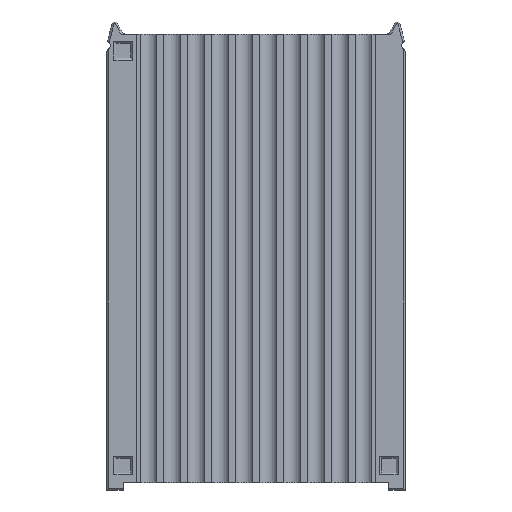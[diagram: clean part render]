
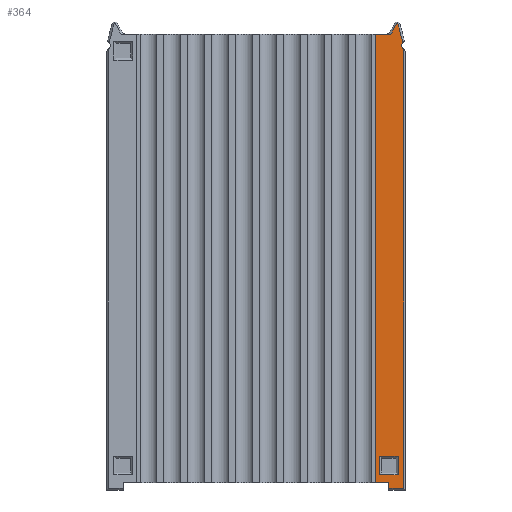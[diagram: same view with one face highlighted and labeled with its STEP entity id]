
A CAD part, top view. The second image highlights one B-rep face of the part: STEP entity #364.
In plain terms, the highlighted planar face has unit normal (0, 0, 1).
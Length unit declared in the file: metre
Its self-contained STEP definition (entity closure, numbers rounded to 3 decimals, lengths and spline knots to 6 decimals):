
#364 = ADVANCED_FACE( '', ( #751, #752 ), #753, .T. );
#751 = FACE_BOUND( '', #1165, .T. );
#752 = FACE_OUTER_BOUND( '', #1166, .T. );
#753 = PLANE( '', #1167 );
#1165 = EDGE_LOOP( '', ( #2212, #2213, #2214, #2215 ) );
#1166 = EDGE_LOOP( '', ( #2216, #2217, #2218, #2219, #2220, #2221, #2222, #2223, #2224, #2225, #2226 ) );
#1167 = AXIS2_PLACEMENT_3D( '', #2227, #2228, #2229 );
#2212 = ORIENTED_EDGE( '', *, *, #2824, .T. );
#2213 = ORIENTED_EDGE( '', *, *, #2499, .T. );
#2214 = ORIENTED_EDGE( '', *, *, #2838, .T. );
#2215 = ORIENTED_EDGE( '', *, *, #2850, .T. );
#2216 = ORIENTED_EDGE( '', *, *, #2808, .F. );
#2217 = ORIENTED_EDGE( '', *, *, #2697, .T. );
#2218 = ORIENTED_EDGE( '', *, *, #2797, .T. );
#2219 = ORIENTED_EDGE( '', *, *, #2519, .T. );
#2220 = ORIENTED_EDGE( '', *, *, #2851, .T. );
#2221 = ORIENTED_EDGE( '', *, *, #2852, .T. );
#2222 = ORIENTED_EDGE( '', *, *, #2713, .T. );
#2223 = ORIENTED_EDGE( '', *, *, #2586, .F. );
#2224 = ORIENTED_EDGE( '', *, *, #2537, .T. );
#2225 = ORIENTED_EDGE( '', *, *, #2708, .T. );
#2226 = ORIENTED_EDGE( '', *, *, #2540, .T. );
#2227 = CARTESIAN_POINT( '', ( 0., 0.001, 0. ) );
#2228 = DIRECTION( '', ( 0., 0., 1. ) );
#2229 = DIRECTION( '', ( 1., 0., 0. ) );
#2499 = EDGE_CURVE( '', #3013, #3011, #3014, .T. );
#2519 = EDGE_CURVE( '', #3045, #3043, #3046, .T. );
#2537 = EDGE_CURVE( '', #3071, #3075, #3077, .T. );
#2540 = EDGE_CURVE( '', #3082, #3079, #3083, .T. );
#2586 = EDGE_CURVE( '', #3071, #3155, #3156, .T. );
#2697 = EDGE_CURVE( '', #3323, #3321, #3324, .T. );
#2708 = EDGE_CURVE( '', #3075, #3082, #3338, .T. );
#2713 = EDGE_CURVE( '', #3343, #3155, #3344, .T. );
#2797 = EDGE_CURVE( '', #3321, #3045, #3453, .T. );
#2808 = EDGE_CURVE( '', #3323, #3079, #3465, .T. );
#2824 = EDGE_CURVE( '', #3482, #3013, #3484, .T. );
#2838 = EDGE_CURVE( '', #3011, #3499, #3501, .T. );
#2850 = EDGE_CURVE( '', #3499, #3482, #3513, .T. );
#2851 = EDGE_CURVE( '', #3043, #3514, #3515, .T. );
#2852 = EDGE_CURVE( '', #3514, #3343, #3516, .T. );
#3011 = VERTEX_POINT( '', #3731 );
#3013 = VERTEX_POINT( '', #3734 );
#3014 = LINE( '', #3735, #3736 );
#3043 = VERTEX_POINT( '', #3779 );
#3045 = VERTEX_POINT( '', #3782 );
#3046 = LINE( '', #3783, #3784 );
#3071 = VERTEX_POINT( '', #3816 );
#3075 = VERTEX_POINT( '', #3821 );
#3077 = LINE( '', #3824, #3825 );
#3079 = VERTEX_POINT( '', #3827 );
#3082 = VERTEX_POINT( '', #3831 );
#3083 = LINE( '', #3832, #3833 );
#3155 = VERTEX_POINT( '', #3939 );
#3156 = CIRCLE( '', #3940, 0.00105 );
#3321 = VERTEX_POINT( '', #4196 );
#3323 = VERTEX_POINT( '', #4199 );
#3324 = LINE( '', #4200, #4201 );
#3338 = LINE( '', #4223, #4224 );
#3343 = VERTEX_POINT( '', #4231 );
#3344 = CIRCLE( '', #4232, 0.002 );
#3453 = LINE( '', #4399, #4400 );
#3465 = LINE( '', #4418, #4419 );
#3482 = VERTEX_POINT( '', #4443 );
#3484 = LINE( '', #4446, #4447 );
#3499 = VERTEX_POINT( '', #4468 );
#3501 = LINE( '', #4471, #4472 );
#3513 = LINE( '', #4488, #4489 );
#3514 = VERTEX_POINT( '', #4490 );
#3515 = LINE( '', #4491, #4492 );
#3516 = LINE( '', #4493, #4494 );
#3731 = CARTESIAN_POINT( '', ( 0.033032, -0.058, 0. ) );
#3734 = CARTESIAN_POINT( '', ( 0.038032, -0.058, 0. ) );
#3735 = CARTESIAN_POINT( '', ( 0.033532, -0.058, 0. ) );
#3736 = VECTOR( '', #4595, 1. );
#3779 = CARTESIAN_POINT( '', ( 0.035532, -0.0615, 0. ) );
#3782 = CARTESIAN_POINT( '', ( 0.035532, -0.06, 0. ) );
#3783 = CARTESIAN_POINT( '', ( 0.035532, -0.06072, 0. ) );
#3784 = VECTOR( '', #4609, 1. );
#3816 = CARTESIAN_POINT( '', ( 0.039284, 0.057768, 0. ) );
#3821 = CARTESIAN_POINT( '', ( 0.038069, 0.062431, 0. ) );
#3824 = CARTESIAN_POINT( '', ( 0.05063, 0.01418, 0. ) );
#3825 = VECTOR( '', #4634, 1. );
#3827 = CARTESIAN_POINT( '', ( 0.036105, 0.06, 0. ) );
#3831 = CARTESIAN_POINT( '', ( 0.037766, 0.062975, 0. ) );
#3832 = CARTESIAN_POINT( '', ( 0.035969, 0.059756, 0. ) );
#3833 = VECTOR( '', #4636, 1. );
#3939 = CARTESIAN_POINT( '', ( 0.039311, 0.056207, 0. ) );
#3940 = AXIS2_PLACEMENT_3D( '', #4675, #4676, #4677 );
#4196 = CARTESIAN_POINT( '', ( 0.032, -0.06, 0. ) );
#4199 = CARTESIAN_POINT( '', ( 0.032, 0.06, 0. ) );
#4200 = CARTESIAN_POINT( '', ( 0.032, 500., 0. ) );
#4201 = VECTOR( '', #4791, 1. );
#4223 = CARTESIAN_POINT( '', ( 0.037329, 0.063756, 0. ) );
#4224 = VECTOR( '', #4800, 1. );
#4231 = CARTESIAN_POINT( '', ( 0.0395, 0.05602, 0. ) );
#4232 = AXIS2_PLACEMENT_3D( '', #4803, #4804, #4805 );
#4399 = CARTESIAN_POINT( '', ( -0.037766, -0.06, 0. ) );
#4400 = VECTOR( '', #4891, 1. );
#4418 = CARTESIAN_POINT( '', ( 0.008607, 0.06, 0. ) );
#4419 = VECTOR( '', #4904, 1. );
#4443 = CARTESIAN_POINT( '', ( 0.038032, -0.053, 0. ) );
#4446 = CARTESIAN_POINT( '', ( 0.038032, 0.001, 0. ) );
#4447 = VECTOR( '', #4921, 1. );
#4468 = CARTESIAN_POINT( '', ( 0.033032, -0.053, 0. ) );
#4471 = CARTESIAN_POINT( '', ( 0.033032, -0.0535, 0. ) );
#4472 = VECTOR( '', #4927, 1. );
#4488 = CARTESIAN_POINT( '', ( 0., -0.053, 0. ) );
#4489 = VECTOR( '', #4932, 1. );
#4490 = CARTESIAN_POINT( '', ( 0.0395, -0.0615, 0. ) );
#4491 = CARTESIAN_POINT( '', ( 0., -0.0615, 0. ) );
#4492 = VECTOR( '', #4933, 1. );
#4493 = CARTESIAN_POINT( '', ( 0.0395, 0.05595, 0. ) );
#4494 = VECTOR( '', #4934, 1. );
#4595 = DIRECTION( '', ( -1., 0., 0. ) );
#4609 = DIRECTION( '', ( 0., -1., 0. ) );
#4634 = DIRECTION( '', ( -0.252, 0.968, 0. ) );
#4636 = DIRECTION( '', ( -0.488, -0.873, 0. ) );
#4675 = CARTESIAN_POINT( '', ( 0.04, 0.057, 0. ) );
#4676 = DIRECTION( '', ( 0., 0., 1. ) );
#4677 = DIRECTION( '', ( 1., 0., 0. ) );
#4791 = DIRECTION( '', ( 0., -1., 0. ) );
#4800 = DIRECTION( '', ( -0.488, 0.873, 0. ) );
#4803 = CARTESIAN_POINT( '', ( 0.038, 0.054697, 0. ) );
#4804 = DIRECTION( '', ( 0., 0., 1. ) );
#4805 = DIRECTION( '', ( 1., 0., 0. ) );
#4891 = DIRECTION( '', ( 1., 0., 0. ) );
#4904 = DIRECTION( '', ( 1., 0., 0. ) );
#4921 = DIRECTION( '', ( 0., -1., 0. ) );
#4927 = DIRECTION( '', ( 0., 1., 0. ) );
#4932 = DIRECTION( '', ( 1., 0., 0. ) );
#4933 = DIRECTION( '', ( 1., 0., 0. ) );
#4934 = DIRECTION( '', ( 0., 1., 0. ) );
